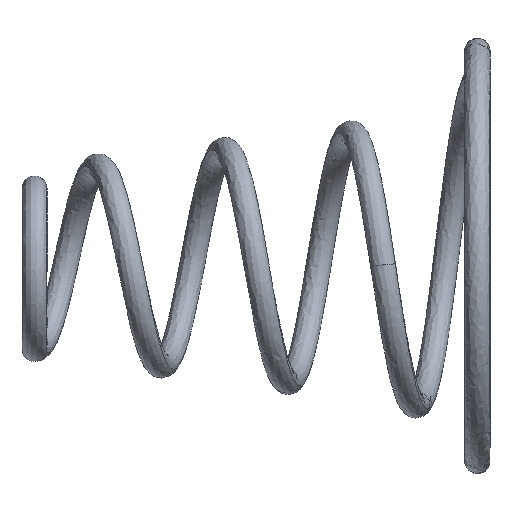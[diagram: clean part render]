
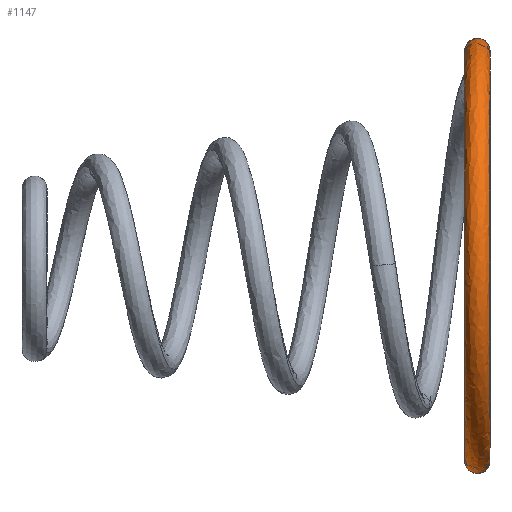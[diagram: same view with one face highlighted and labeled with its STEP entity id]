
A CAD part, left-side view. The second image highlights one B-rep face of the part: STEP entity #1147.
In plain terms, the highlighted free-form (B-spline) face has degree [3, 3] with [4, 4] control points.
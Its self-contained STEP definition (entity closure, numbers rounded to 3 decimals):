
#2 = CARTESIAN_POINT ( 'NONE',  ( -7.25, -0.3, 0. ) ) ;
#11 = CARTESIAN_POINT ( 'NONE',  ( -7.25, 0.3, 0. ) ) ;
#14 = CARTESIAN_POINT ( 'NONE',  ( -7.25, 0.3, -9.725 ) ) ;
#20 = CARTESIAN_POINT ( 'NONE',  ( -7.25, -0.3, 0. ) ) ;
#26 = FACE_OUTER_BOUND ( 'NONE', #1631, .T. ) ;
#115 = ORIENTED_EDGE ( 'NONE', *, *, #276, .F. ) ;
#173 = CARTESIAN_POINT ( 'NONE',  ( -7.25, 0.3, 0.6 ) ) ;
#259 = VERTEX_POINT ( 'NONE', #1919 ) ;
#267 = CARTESIAN_POINT ( 'NONE',  ( -7.25, 0.3, -9.725 ) ) ;
#276 = EDGE_CURVE ( 'NONE', #259, #1308, #482, .T. ) ;
#482 =( BOUNDED_CURVE ( )  B_SPLINE_CURVE ( 3, ( #2122, #2101, #1414, #1437 ),
 .UNSPECIFIED., .F., .F. ) 
 B_SPLINE_CURVE_WITH_KNOTS ( ( 4, 4 ),
 ( 0., 1. ),
 .UNSPECIFIED. ) 
 CURVE ( )  GEOMETRIC_REPRESENTATION_ITEM ( )  RATIONAL_B_SPLINE_CURVE ( ( 1., 0.333, 0.333, 1. ) ) 
 REPRESENTATION_ITEM ( '' )  );
#512 = CARTESIAN_POINT ( 'NONE',  ( -18.175, 0.3, -10.325 ) ) ;
#536 = CARTESIAN_POINT ( 'NONE',  ( -7.25, -0.3, -10.325 ) ) ;
#547 = CARTESIAN_POINT ( 'NONE',  ( -16.975, 0.3, -9.725 ) ) ;
#706 = CARTESIAN_POINT ( 'NONE',  ( -16.975, 0.3, 0. ) ) ;
#719 = CARTESIAN_POINT ( 'NONE',  ( -7.25, 0.3, 0. ) ) ;
#782 = ORIENTED_EDGE ( 'NONE', *, *, #2140, .T. ) ;
#861 = CARTESIAN_POINT ( 'NONE',  ( -7.25, 0.3, 0.6 ) ) ;
#877 =( BOUNDED_SURFACE ( )  B_SPLINE_SURFACE ( 3, 3, ( 
 ( #1049, #2090, #1061, #2 ),
 ( #536, #1586, #1258, #889 ),
 ( #1752, #512, #901, #173 ),
 ( #14, #547, #706, #1920 ) ),
 .UNSPECIFIED., .F., .F., .T. ) 
 B_SPLINE_SURFACE_WITH_KNOTS ( ( 4, 4 ),
 ( 4, 4 ),
 ( 0., 1. ),
 ( 0., 1. ),
 .UNSPECIFIED. ) 
 GEOMETRIC_REPRESENTATION_ITEM ( )  RATIONAL_B_SPLINE_SURFACE ( (
 ( 1., 0.333, 0.333, 1.),
 ( 0.333, 0.111, 0.111, 0.333),
 ( 0.333, 0.111, 0.111, 0.333),
 ( 1., 0.333, 0.333, 1.) ) ) 
 REPRESENTATION_ITEM ( '' )  SURFACE ( )  );
#889 = CARTESIAN_POINT ( 'NONE',  ( -7.25, -0.3, 0.6 ) ) ;
#901 = CARTESIAN_POINT ( 'NONE',  ( -18.175, 0.3, 0.6 ) ) ;
#912 =( BOUNDED_CURVE ( )  B_SPLINE_CURVE ( 3, ( #267, #1838, #1826, #1472 ),
 .UNSPECIFIED., .F., .T. ) 
 B_SPLINE_CURVE_WITH_KNOTS ( ( 4, 4 ),
 ( 0., 1. ),
 .UNSPECIFIED. ) 
 CURVE ( )  GEOMETRIC_REPRESENTATION_ITEM ( )  RATIONAL_B_SPLINE_CURVE ( ( 1., 0.333, 0.333, 1. ) ) 
 REPRESENTATION_ITEM ( '' )  );
#918 = EDGE_CURVE ( 'NONE', #1640, #259, #1366, .T. ) ;
#962 = ORIENTED_EDGE ( 'NONE', *, *, #1152, .F. ) ;
#1045 = CARTESIAN_POINT ( 'NONE',  ( -7.25, -0.3, 0.6 ) ) ;
#1049 = CARTESIAN_POINT ( 'NONE',  ( -7.25, -0.3, -9.725 ) ) ;
#1061 = CARTESIAN_POINT ( 'NONE',  ( -16.975, -0.3, 0. ) ) ;
#1083 = CARTESIAN_POINT ( 'NONE',  ( -16.975, 0.3, -9.725 ) ) ;
#1147 = ADVANCED_FACE ( 'NONE', ( #26 ), #877, .F. ) ;
#1152 = EDGE_CURVE ( 'NONE', #1676, #1640, #1779, .T. ) ;
#1204 = CARTESIAN_POINT ( 'NONE',  ( -7.25, 0.3, -9.725 ) ) ;
#1231 = CARTESIAN_POINT ( 'NONE',  ( -7.25, 0.3, 0. ) ) ;
#1235 = CARTESIAN_POINT ( 'NONE',  ( -7.25, 0.3, -9.725 ) ) ;
#1258 = CARTESIAN_POINT ( 'NONE',  ( -18.175, -0.3, 0.6 ) ) ;
#1308 = VERTEX_POINT ( 'NONE', #1974 ) ;
#1366 =( BOUNDED_CURVE ( )  B_SPLINE_CURVE ( 3, ( #1231, #861, #1045, #20 ),
 .UNSPECIFIED., .F., .F. ) 
 B_SPLINE_CURVE_WITH_KNOTS ( ( 4, 4 ),
 ( 0., 1. ),
 .UNSPECIFIED. ) 
 CURVE ( )  GEOMETRIC_REPRESENTATION_ITEM ( )  RATIONAL_B_SPLINE_CURVE ( ( 1., 0.333, 0.333, 1. ) ) 
 REPRESENTATION_ITEM ( '' )  );
#1414 = CARTESIAN_POINT ( 'NONE',  ( -16.975, -0.3, -9.725 ) ) ;
#1437 = CARTESIAN_POINT ( 'NONE',  ( -7.25, -0.3, -9.725 ) ) ;
#1472 = CARTESIAN_POINT ( 'NONE',  ( -7.25, -0.3, -9.725 ) ) ;
#1586 = CARTESIAN_POINT ( 'NONE',  ( -18.175, -0.3, -10.325 ) ) ;
#1631 = EDGE_LOOP ( 'NONE', ( #782, #115, #2167, #962 ) ) ;
#1640 = VERTEX_POINT ( 'NONE', #11 ) ;
#1676 = VERTEX_POINT ( 'NONE', #1204 ) ;
#1752 = CARTESIAN_POINT ( 'NONE',  ( -7.25, 0.3, -10.325 ) ) ;
#1779 =( BOUNDED_CURVE ( )  B_SPLINE_CURVE ( 3, ( #1235, #1083, #1800, #719 ),
 .UNSPECIFIED., .F., .T. ) 
 B_SPLINE_CURVE_WITH_KNOTS ( ( 4, 4 ),
 ( 0., 1. ),
 .UNSPECIFIED. ) 
 CURVE ( )  GEOMETRIC_REPRESENTATION_ITEM ( )  RATIONAL_B_SPLINE_CURVE ( ( 1., 0.333, 0.333, 1. ) ) 
 REPRESENTATION_ITEM ( '' )  );
#1800 = CARTESIAN_POINT ( 'NONE',  ( -16.975, 0.3, 0. ) ) ;
#1826 = CARTESIAN_POINT ( 'NONE',  ( -7.25, -0.3, -10.325 ) ) ;
#1838 = CARTESIAN_POINT ( 'NONE',  ( -7.25, 0.3, -10.325 ) ) ;
#1919 = CARTESIAN_POINT ( 'NONE',  ( -7.25, -0.3, 0. ) ) ;
#1920 = CARTESIAN_POINT ( 'NONE',  ( -7.25, 0.3, 0. ) ) ;
#1974 = CARTESIAN_POINT ( 'NONE',  ( -7.25, -0.3, -9.725 ) ) ;
#2090 = CARTESIAN_POINT ( 'NONE',  ( -16.975, -0.3, -9.725 ) ) ;
#2101 = CARTESIAN_POINT ( 'NONE',  ( -16.975, -0.3, 0. ) ) ;
#2122 = CARTESIAN_POINT ( 'NONE',  ( -7.25, -0.3, 0. ) ) ;
#2140 = EDGE_CURVE ( 'NONE', #1676, #1308, #912, .T. ) ;
#2167 = ORIENTED_EDGE ( 'NONE', *, *, #918, .F. ) ;
